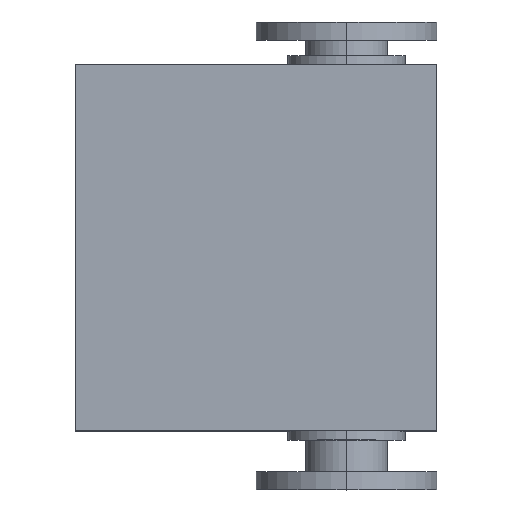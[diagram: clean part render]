
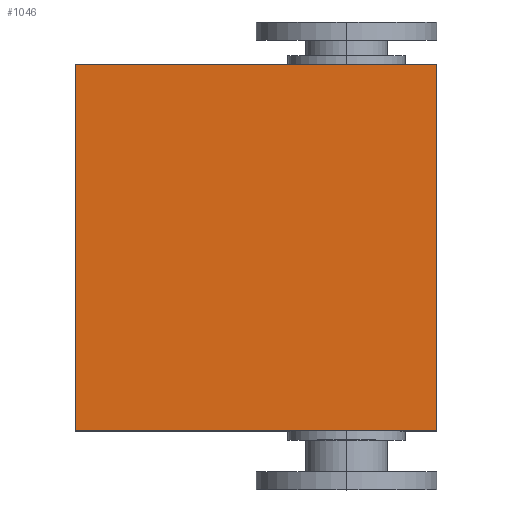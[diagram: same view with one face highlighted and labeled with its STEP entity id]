
A CAD part, top view. The second image highlights one B-rep face of the part: STEP entity #1046.
In plain terms, the highlighted planar face has unit normal (0, 0, 1).
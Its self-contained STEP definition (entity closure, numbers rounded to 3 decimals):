
#57 = CARTESIAN_POINT ( 'NONE',  ( 40., 0., 20. ) ) ;
#140 = LINE ( 'NONE', #650, #1825 ) ;
#144 = VECTOR ( 'NONE', #802, 1000. ) ;
#167 = CARTESIAN_POINT ( 'NONE',  ( 40., 40.5, 20. ) ) ;
#178 = CARTESIAN_POINT ( 'NONE',  ( 0., 0., 20. ) ) ;
#198 = LINE ( 'NONE', #630, #1474 ) ;
#411 = ORIENTED_EDGE ( 'NONE', *, *, #1261, .T. ) ;
#457 = ORIENTED_EDGE ( 'NONE', *, *, #1301, .T. ) ;
#494 = VERTEX_POINT ( 'NONE', #1679 ) ;
#522 = EDGE_LOOP ( 'NONE', ( #411, #763, #457, #1812 ) ) ;
#528 = EDGE_CURVE ( 'NONE', #494, #2026, #576, .T. ) ;
#544 = AXIS2_PLACEMENT_3D ( 'NONE', #1187, #1171, #1170 ) ;
#576 = LINE ( 'NONE', #178, #144 ) ;
#630 = CARTESIAN_POINT ( 'NONE',  ( 0., 40.5, 20. ) ) ;
#639 = CARTESIAN_POINT ( 'NONE',  ( 0., 40.5, 20. ) ) ;
#641 = DIRECTION ( 'NONE',  ( 0., 1., 0. ) ) ;
#650 = CARTESIAN_POINT ( 'NONE',  ( 40., 0., 20. ) ) ;
#651 = DIRECTION ( 'NONE',  ( 0., -1., 0. ) ) ;
#763 = ORIENTED_EDGE ( 'NONE', *, *, #1109, .T. ) ;
#802 = DIRECTION ( 'NONE',  ( 1., 0., 0. ) ) ;
#886 = DIRECTION ( 'NONE',  ( -1., 0., 0. ) ) ;
#887 = CARTESIAN_POINT ( 'NONE',  ( 40., 40.5, 20. ) ) ;
#894 = FACE_OUTER_BOUND ( 'NONE', #522, .T. ) ;
#1046 = ADVANCED_FACE ( 'NONE', ( #894 ), #1175, .T. ) ;
#1109 = EDGE_CURVE ( 'NONE', #1903, #1305, #1266, .T. ) ;
#1170 = DIRECTION ( 'NONE',  ( 1., 0., 0. ) ) ;
#1171 = DIRECTION ( 'NONE',  ( 0., 0., 1. ) ) ;
#1175 = PLANE ( 'NONE',  #544 ) ;
#1187 = CARTESIAN_POINT ( 'NONE',  ( 0., 0., 20. ) ) ;
#1261 = EDGE_CURVE ( 'NONE', #2026, #1903, #140, .T. ) ;
#1266 = LINE ( 'NONE', #887, #1688 ) ;
#1301 = EDGE_CURVE ( 'NONE', #1305, #494, #198, .T. ) ;
#1305 = VERTEX_POINT ( 'NONE', #639 ) ;
#1474 = VECTOR ( 'NONE', #651, 1000. ) ;
#1679 = CARTESIAN_POINT ( 'NONE',  ( 0., 0., 20. ) ) ;
#1688 = VECTOR ( 'NONE', #886, 1000. ) ;
#1812 = ORIENTED_EDGE ( 'NONE', *, *, #528, .T. ) ;
#1825 = VECTOR ( 'NONE', #641, 1000. ) ;
#1903 = VERTEX_POINT ( 'NONE', #167 ) ;
#2026 = VERTEX_POINT ( 'NONE', #57 ) ;
